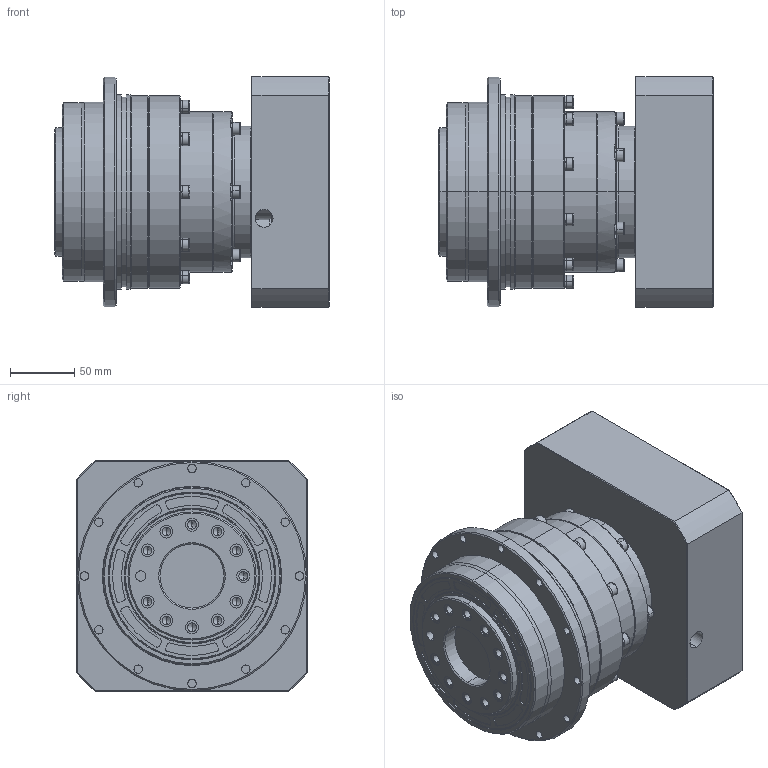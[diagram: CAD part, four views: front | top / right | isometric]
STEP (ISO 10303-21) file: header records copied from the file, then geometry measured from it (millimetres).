
FILE_DESCRIPTION (( 'STEP AP203' ), '1' );
FILE_NAME ('KD140L2-114.3-35-81-M12-200俋倛芞.STEP', '2022-11-16T07:05:48', ( 'PC' ), ( 'Microsoft' ), 'SwSTEP 2.0', 'SolidWorks 2016', '' );
FILE_SCHEMA (( 'CONFIG_CONTROL_DESIGN' ));
Length unit declared in the file: millimetre
Products named in the file (12): 一级整体太阳轮带夹套外形图 KB115-D35; 二级齿圈KD140外形图; KD140L2-114.3-35-81-M12-200俋倛芞; spring lock washers--normal type gb_GB_FASTENER_WASHER_SW 6; hexagon socket head cap screws gb_GB_FASTENER_SCREWS_HSHCS M6X35-N; 笢潔楊擘 KS115 俋倛芞; hexagon socket head cap screws gb_GB_FASTENER_SCREWS_HSHCS M6X25-N; 萇儂楊擘 AKB115 D114.3-M12-200F180H61; hexagon socket head cap screws gb_GB_FASTENER_SCREWS_HSHCS M6X20-N; 一级齿圈KD140外形图; hexagon socket head cap screws gb_GB_FASTENER_SCREWS_HSHCS M8X25-N; hex socket set screws with flat point gb_GB_FASTENER_SCREWS_HSFP M16X16-N
Assembly tree (51 placements, depth 2):
  KD140L2-114.3-35-81-M12-200俋倛芞
    一级齿圈KD140外形图
    hex socket set screws with flat point gb_GB_FASTENER_SCREWS_HSFP M16X16-N
    二级齿圈KD140外形图
    spring lock washers--normal type gb_GB_FASTENER_WASHER_SW 6  x22
    hexagon socket head cap screws gb_GB_FASTENER_SCREWS_HSHCS M6X35-N  x10
    笢潔楊擘 KS115 俋倛芞
    hexagon socket head cap screws gb_GB_FASTENER_SCREWS_HSHCS M6X25-N  x6
    萇儂楊擘 AKB115 D114.3-M12-200F180H61
    hexagon socket head cap screws gb_GB_FASTENER_SCREWS_HSHCS M6X20-N  x6
    hexagon socket head cap screws gb_GB_FASTENER_SCREWS_HSHCS M8X25-N
    一级整体太阳轮带夹套外形图 KB115-D35
Bounding box: 214.5 x 180 x 180 mm (x, y, z)
Volume: 3691924.5 mm3; surface area: 381183.7 mm2
Topology: 52 solids, 53 shells, 1471 faces, 3531 edges, 2162 vertices
Faces by surface type: plane 601, cylinder 559, cone 263, torus 48
Entity records: 26219 total; most frequent: CARTESIAN_POINT 4625, DIRECTION 4387, ORIENTED_EDGE 3758, EDGE_CURVE 1879, AXIS2_PLACEMENT_3D 1761, VERTEX_POINT 1199, EDGE_LOOP 948, CIRCLE 921
